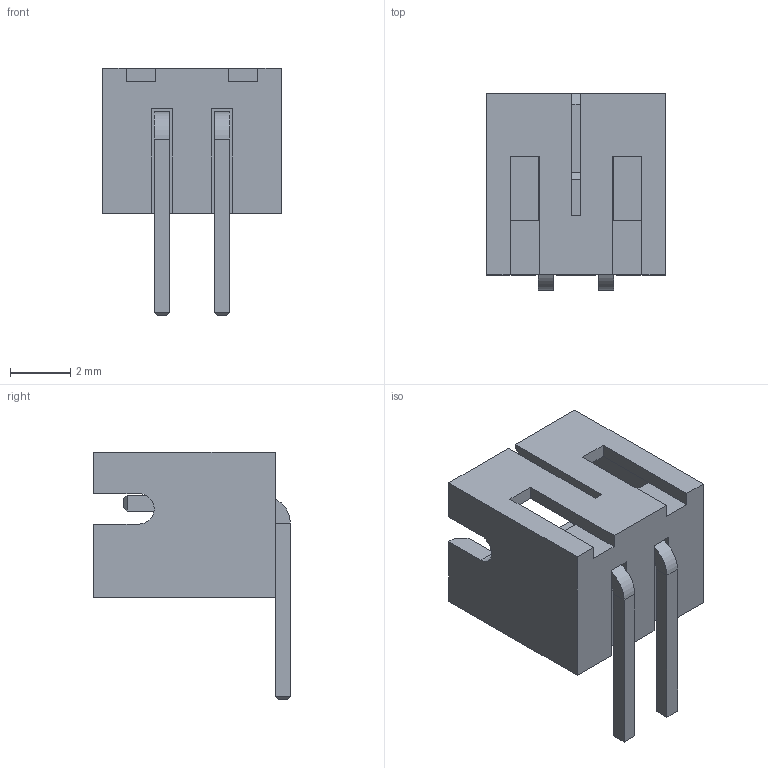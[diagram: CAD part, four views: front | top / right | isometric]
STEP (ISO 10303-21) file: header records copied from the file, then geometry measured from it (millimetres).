
FILE_DESCRIPTION(/* description */ (''),/* implementation_level */ '2;1');
FILE_NAME(/* name */ 'JST-S2B-PH-K-S.step',/* time_stamp */ '2023-04-10T16:51:02+04:00',/* author */ (''),/* organization */ (''),/* preprocessor_version */ 'ST-DEVELOPER v19.2',/* originating_system */ 'Autodesk Translation Framework v11.17.0.187',/* authorisation */ '');
FILE_SCHEMA (('AUTOMOTIVE_DESIGN { 1 0 10303 214 3 1 1 }'));
Length unit declared in the file: millimetre
Products named in the file (1): (Unsaved)
Bounding box: 5.9 x 6.5 x 8.2 mm (x, y, z)
Volume: 90.1 mm3; surface area: 302.5 mm2
Topology: 1 solids, 1 shells, 98 faces, 253 edges, 158 vertices
Faces by surface type: plane 87, bspline 8, cylinder 3
Full cylindrical faces by diameter (mm): 0.1 x1
Entity records: 3357 total; most frequent: CARTESIAN_POINT 862, ORIENTED_EDGE 506, DIRECTION 433, EDGE_CURVE 253, LINE 239, VECTOR 239, VERTEX_POINT 158, EDGE_LOOP 103
